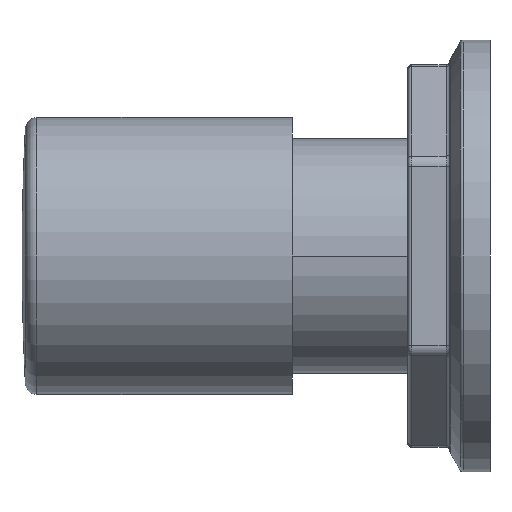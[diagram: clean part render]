
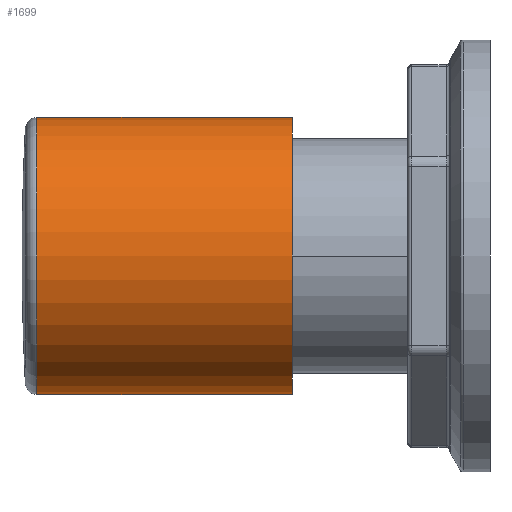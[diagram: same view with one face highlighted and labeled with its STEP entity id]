
A CAD part, left-side view. The second image highlights one B-rep face of the part: STEP entity #1699.
In plain terms, the highlighted cylindrical face has radius 18.161 mm (diameter 36.322 mm), a partial arc.
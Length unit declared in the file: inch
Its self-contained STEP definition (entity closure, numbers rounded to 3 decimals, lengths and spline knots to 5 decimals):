
#492=DIRECTION('',(0.,1.,0.));
#493=VECTOR('',#492,1.31814);
#494=CARTESIAN_POINT('',(0.,1.021,0.715));
#495=LINE('',#494,#493);
#552=CARTESIAN_POINT('',(0.,1.021,0.));
#553=DIRECTION('',(0.,1.,0.));
#554=DIRECTION('',(0.,0.,-1.));
#555=AXIS2_PLACEMENT_3D('',#552,#553,#554);
#557=DIRECTION('',(0.,1.,0.));
#558=VECTOR('',#557,1.31814);
#559=CARTESIAN_POINT('',(0.,1.021,-0.715));
#560=LINE('',#559,#558);
#561=CARTESIAN_POINT('',(0.,2.33914,0.));
#562=DIRECTION('',(0.,-1.,0.));
#563=DIRECTION('',(0.,0.,1.));
#564=AXIS2_PLACEMENT_3D('',#561,#562,#563);
#905=CARTESIAN_POINT('',(0.,2.33914,0.715));
#906=CARTESIAN_POINT('',(0.,2.33914,-0.715));
#907=VERTEX_POINT('',#905);
#908=VERTEX_POINT('',#906);
#932=CARTESIAN_POINT('',(0.,1.021,0.715));
#933=CARTESIAN_POINT('',(0.,1.021,-0.715));
#934=VERTEX_POINT('',#932);
#935=VERTEX_POINT('',#933);
#1687=CARTESIAN_POINT('',(0.,1.021,0.));
#1688=DIRECTION('',(0.,1.,0.));
#1689=DIRECTION('',(0.,0.,1.));
#1690=AXIS2_PLACEMENT_3D('',#1687,#1688,#1689);
#1691=CYLINDRICAL_SURFACE('',#1690,0.715);
#1692=ORIENTED_EDGE('',*,*,#1656,.F.);
#1693=ORIENTED_EDGE('',*,*,#1682,.T.);
#1695=ORIENTED_EDGE('',*,*,#1694,.F.);
#1696=ORIENTED_EDGE('',*,*,#1672,.F.);
#1697=EDGE_LOOP('',(#1692,#1693,#1695,#1696));
#1698=FACE_OUTER_BOUND('',#1697,.F.);
#1699=ADVANCED_FACE('',(#1698),#1691,.T.);
#556=CIRCLE('',#555,0.715);
#565=CIRCLE('',#564,0.715);
#1656=EDGE_CURVE('',#935,#934,#556,.T.);
#1672=EDGE_CURVE('',#934,#907,#495,.T.);
#1682=EDGE_CURVE('',#935,#908,#560,.T.);
#1694=EDGE_CURVE('',#907,#908,#565,.T.);
